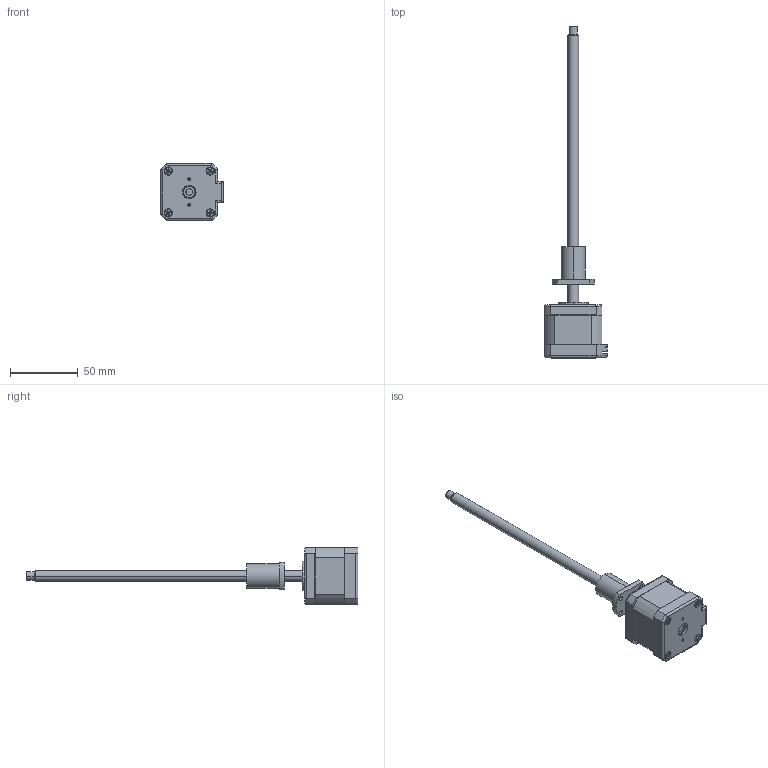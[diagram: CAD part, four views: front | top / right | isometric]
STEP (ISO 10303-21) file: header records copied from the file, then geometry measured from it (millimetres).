
FILE_DESCRIPTION (( 'STEP AP203' ), '1' );
FILE_NAME ('BE172S-B0808-200-FF1-S-200.STEP', '2021-04-27T08:05:04', ( 'Sky123.Org' ), ( 'Sky123.Org' ), 'SwSTEP 2.0', 'SolidWorks 2014', '' );
FILE_SCHEMA (( 'CONFIG_CONTROL_DESIGN' ));
Length unit declared in the file: millimetre
Products named in the file (1): BE172S-B0808-200-FF1-S-200
Bounding box: 46.2 x 245.3 x 42.2 mm (x, y, z)
Surface area: 21460.8 mm2 (no closed solid volume)
Topology: 0 solids, 19 shells, 278 faces, 948 edges, 670 vertices
Faces by surface type: plane 136, cylinder 74, cone 48, torus 12, sphere 8
Entity records: 10914 total; most frequent: CARTESIAN_POINT 2751, DIRECTION 1644, ORIENTED_EDGE 1545, EDGE_CURVE 948, VERTEX_POINT 670, AXIS2_PLACEMENT_3D 553, VECTOR 538, LINE 538
